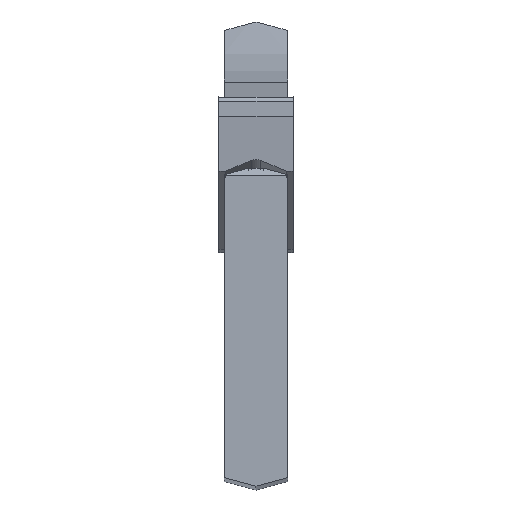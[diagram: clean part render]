
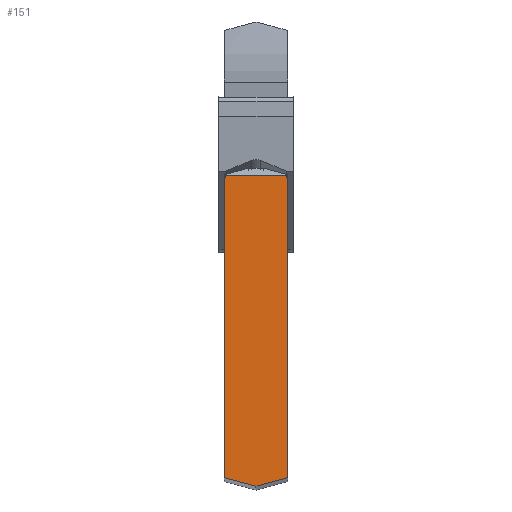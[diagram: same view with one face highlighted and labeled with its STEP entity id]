
A CAD part, top view. The second image highlights one B-rep face of the part: STEP entity #151.
In plain terms, the highlighted planar face has unit normal (0, 0, 1).
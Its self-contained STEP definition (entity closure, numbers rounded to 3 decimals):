
#151=ADVANCED_FACE('',(#323),#243,.T.);
#243=PLANE('',#1943);
#323=FACE_OUTER_BOUND('',#419,.T.);
#419=EDGE_LOOP('',(#680,#681,#682,#683,#684));
#680=ORIENTED_EDGE('',*,*,#1297,.T.);
#681=ORIENTED_EDGE('',*,*,#1255,.F.);
#682=ORIENTED_EDGE('',*,*,#1294,.F.);
#683=ORIENTED_EDGE('',*,*,#1296,.F.);
#684=ORIENTED_EDGE('',*,*,#1286,.F.);
#1066=VERTEX_POINT('',#2723);
#1067=VERTEX_POINT('',#2725);
#1094=VERTEX_POINT('',#2785);
#1095=VERTEX_POINT('',#2787);
#1101=VERTEX_POINT('',#2801);
#1255=EDGE_CURVE('',#1066,#1067,#1497,.T.);
#1286=EDGE_CURVE('',#1094,#1095,#1516,.T.);
#1294=EDGE_CURVE('',#1101,#1066,#1523,.T.);
#1296=EDGE_CURVE('',#1095,#1101,#1525,.T.);
#1297=EDGE_CURVE('',#1094,#1067,#1526,.T.);
#1497=LINE('',#2724,#1710);
#1516=LINE('',#2786,#1729);
#1523=LINE('',#2802,#1736);
#1525=LINE('',#2805,#1738);
#1526=LINE('',#2807,#1739);
#1710=VECTOR('',#2179,1.);
#1729=VECTOR('',#2228,1.);
#1736=VECTOR('',#2239,1.);
#1738=VECTOR('',#2243,1.);
#1739=VECTOR('',#2246,1.);
#1943=AXIS2_PLACEMENT_3D('',#2808,#2247,#2248);
#2179=DIRECTION('',(0.,1.,0.));
#2228=DIRECTION('',(0.,-1.,0.));
#2239=DIRECTION('',(-0.966,0.259,0.));
#2243=DIRECTION('',(-0.966,-0.259,0.));
#2246=DIRECTION('',(-1.,0.,0.));
#2247=DIRECTION('',(0.,0.,1.));
#2248=DIRECTION('',(0.,-1.,0.));
#2723=CARTESIAN_POINT('',(0.,0.911,60.));
#2724=CARTESIAN_POINT('',(0.,0.911,60.));
#2725=CARTESIAN_POINT('',(0.,17.158,60.));
#2785=CARTESIAN_POINT('',(3.4,17.158,60.));
#2786=CARTESIAN_POINT('',(3.4,24.99,60.));
#2787=CARTESIAN_POINT('',(3.4,0.911,60.));
#2801=CARTESIAN_POINT('',(1.7,0.456,60.));
#2802=CARTESIAN_POINT('',(1.7,0.456,60.));
#2805=CARTESIAN_POINT('',(3.4,0.911,60.));
#2807=CARTESIAN_POINT('',(11.7,17.158,60.));
#2808=CARTESIAN_POINT('',(3.4,0.,60.));
